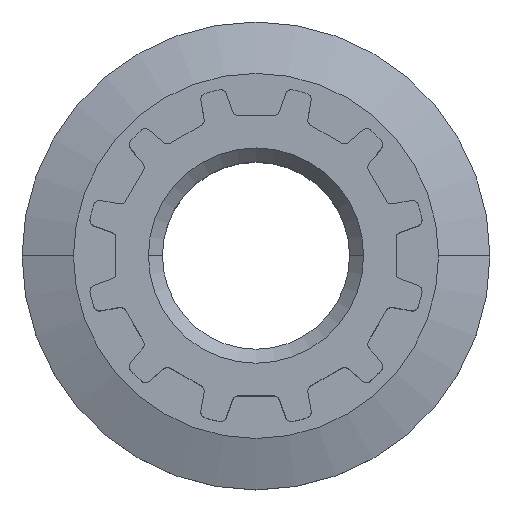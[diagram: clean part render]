
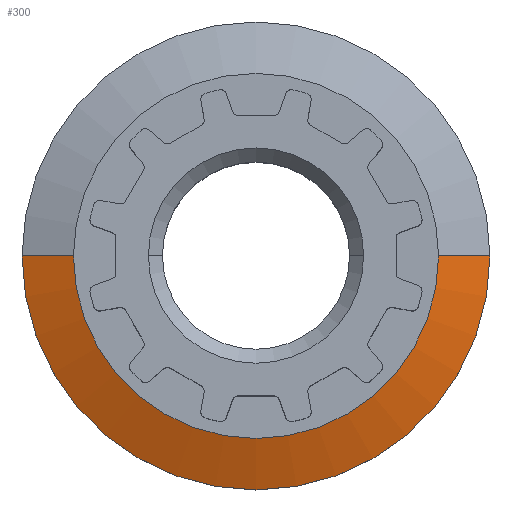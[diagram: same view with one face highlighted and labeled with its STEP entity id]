
A CAD part, top view. The second image highlights one B-rep face of the part: STEP entity #300.
In plain terms, the highlighted conical face has half-angle 70 degrees and reference radius 5 mm.
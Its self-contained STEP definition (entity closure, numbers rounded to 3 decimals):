
#13 = EDGE_LOOP ( 'NONE', ( #507, #508, #509, #510 ) ) ;
#300 = ADVANCED_FACE ( 'NONE', ( #844 ), #852, .T. ) ;
#447 = AXIS2_PLACEMENT_3D ( 'NONE', #2788, #2789, #2790 ) ;
#464 = AXIS2_PLACEMENT_3D ( 'NONE', #2903, #2904, #2905 ) ;
#507 = ORIENTED_EDGE ( 'NONE', *, *, #2571, .F. ) ;
#508 = ORIENTED_EDGE ( 'NONE', *, *, #1387, .F. ) ;
#509 = ORIENTED_EDGE ( 'NONE', *, *, #2583, .T. ) ;
#510 = ORIENTED_EDGE ( 'NONE', *, *, #1436, .T. ) ;
#844 = FACE_OUTER_BOUND ( 'NONE', #13, .T. ) ;
#852 = CONICAL_SURFACE ( 'NONE', #1533, 5., 1.222 ) ;
#1047 = LINE ( 'NONE', #3188, #2088 ) ;
#1081 = VERTEX_POINT ( 'NONE', #3677 ) ;
#1144 = VERTEX_POINT ( 'NONE', #3612 ) ;
#1188 = VERTEX_POINT ( 'NONE', #2450 ) ;
#1196 = VERTEX_POINT ( 'NONE', #2443 ) ;
#1387 = EDGE_CURVE ( 'NONE', #1196, #1081, #1814, .T. ) ;
#1436 = EDGE_CURVE ( 'NONE', #1144, #1188, #1893, .T. ) ;
#1533 = AXIS2_PLACEMENT_3D ( 'NONE', #2502, #2509, #2507 ) ;
#1814 = CIRCLE ( 'NONE', #447, 3.901 ) ;
#1893 = CIRCLE ( 'NONE', #464, 5. ) ;
#2073 = LINE ( 'NONE', #3156, #2075 ) ;
#2075 = VECTOR ( 'NONE', #3155, 1000. ) ;
#2088 = VECTOR ( 'NONE', #3189, 1000. ) ;
#2443 = CARTESIAN_POINT ( 'NONE',  ( -3.901, 0., -2. ) ) ;
#2450 = CARTESIAN_POINT ( 'NONE',  ( 5., 0., -2.4 ) ) ;
#2502 = CARTESIAN_POINT ( 'NONE',  ( 0., 0., -2.4 ) ) ;
#2507 = DIRECTION ( 'NONE',  ( -1., 0., 0. ) ) ;
#2509 = DIRECTION ( 'NONE',  ( 0., 0., -1. ) ) ;
#2571 = EDGE_CURVE ( 'NONE', #1081, #1188, #2073, .T. ) ;
#2583 = EDGE_CURVE ( 'NONE', #1196, #1144, #1047, .T. ) ;
#2788 = CARTESIAN_POINT ( 'NONE',  ( 0., 0., -2. ) ) ;
#2789 = DIRECTION ( 'NONE',  ( 0., 0., 1. ) ) ;
#2790 = DIRECTION ( 'NONE',  ( 1., 0., 0. ) ) ;
#2903 = CARTESIAN_POINT ( 'NONE',  ( 0., 0., -2.4 ) ) ;
#2904 = DIRECTION ( 'NONE',  ( 0., 0., 1. ) ) ;
#2905 = DIRECTION ( 'NONE',  ( 1., 0., 0. ) ) ;
#3155 = DIRECTION ( 'NONE',  ( 0.94, 0., -0.342 ) ) ;
#3156 = CARTESIAN_POINT ( 'NONE',  ( 5., 0., -2.4 ) ) ;
#3188 = CARTESIAN_POINT ( 'NONE',  ( -5., 0., -2.4 ) ) ;
#3189 = DIRECTION ( 'NONE',  ( -0.94, 0., -0.342 ) ) ;
#3612 = CARTESIAN_POINT ( 'NONE',  ( -5., 0., -2.4 ) ) ;
#3677 = CARTESIAN_POINT ( 'NONE',  ( 3.901, 0., -2. ) ) ;
